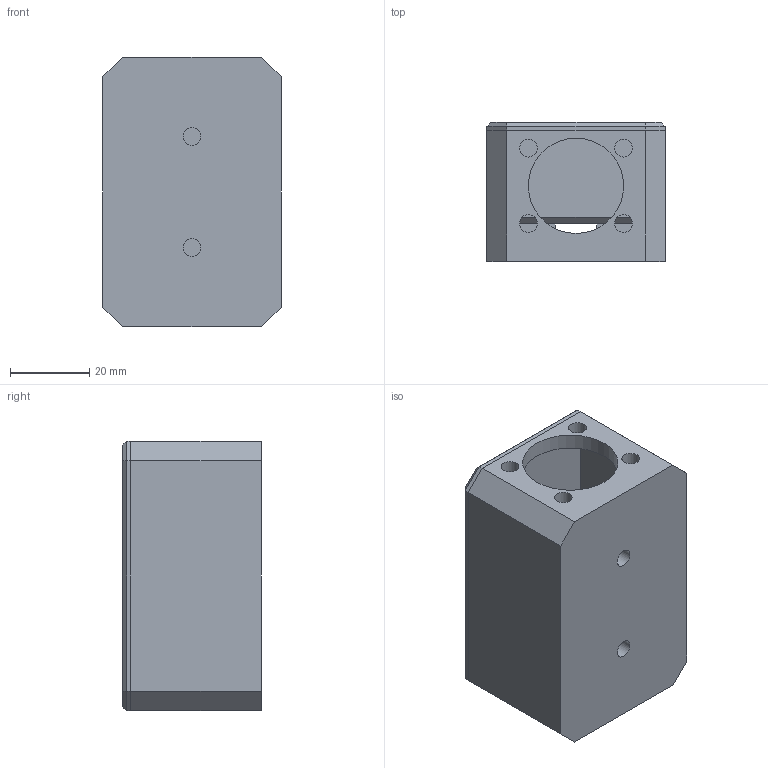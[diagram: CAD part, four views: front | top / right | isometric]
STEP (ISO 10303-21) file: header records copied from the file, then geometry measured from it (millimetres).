
FILE_DESCRIPTION(/* description */ (''),/* implementation_level */ '2;1');
FILE_NAME(/* name */ 'ESPDMX BOX.step',/* time_stamp */ '2024-07-23T20:08:59+02:00',/* author */ (''),/* organization */ (''),/* preprocessor_version */ 'ST-DEVELOPER v20',/* originating_system */ 'Autodesk Translation Framework v13.14.0.145',/* authorisation */ '');
FILE_SCHEMA (('AUTOMOTIVE_DESIGN { 1 0 10303 214 3 1 1 }'));
Length unit declared in the file: millimetre
Products named in the file (1): Boitier ESPDMX
Bounding box: 45 x 35 x 68 mm (x, y, z)
Volume: 42267.3 mm3; surface area: 25237 mm2
Topology: 2 solids, 2 shells, 202 faces, 530 edges, 350 vertices
Faces by surface type: plane 126, bspline 57, cylinder 19
Full cylindrical faces by diameter (mm): 2.5 x12, 4.5 x6, 24 x1
Entity records: 6762 total; most frequent: CARTESIAN_POINT 2052, ORIENTED_EDGE 1060, DIRECTION 746, EDGE_CURVE 530, LINE 378, VECTOR 378, VERTEX_POINT 350, EDGE_LOOP 244
